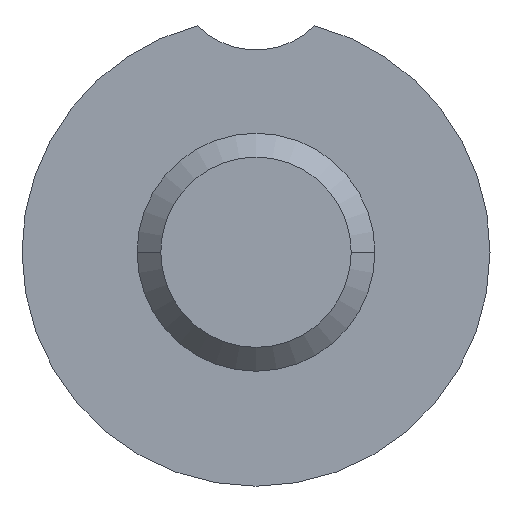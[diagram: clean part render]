
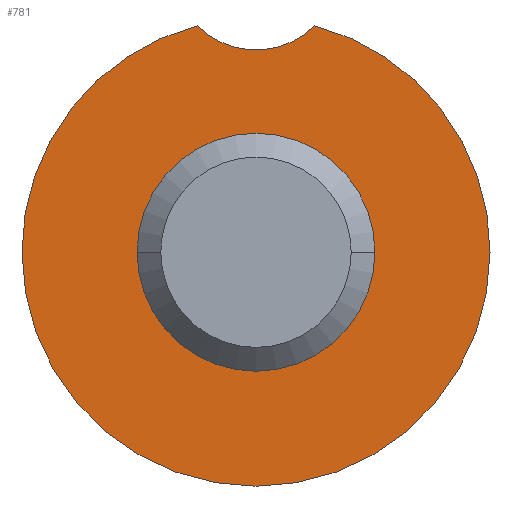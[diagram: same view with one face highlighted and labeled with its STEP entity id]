
A CAD part, front view. The second image highlights one B-rep face of the part: STEP entity #781.
In plain terms, the highlighted planar face has unit normal (0, -1, 0).
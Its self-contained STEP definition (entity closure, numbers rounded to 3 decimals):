
#8 = VERTEX_POINT ( 'NONE', #255 ) ;
#30 = DIRECTION ( 'NONE',  ( 1., 0., 0. ) ) ;
#33 = AXIS2_PLACEMENT_3D ( 'NONE', #1575, #2442, #1540 ) ;
#227 = CIRCLE ( 'NONE', #33, 2.95 ) ;
#231 = CIRCLE ( 'NONE', #279, 1.05 ) ;
#247 = CARTESIAN_POINT ( 'NONE',  ( -0.74, 20., 2.856 ) ) ;
#255 = CARTESIAN_POINT ( 'NONE',  ( 0.74, 20., 2.856 ) ) ;
#278 = DIRECTION ( 'NONE',  ( 1., 0., 0. ) ) ;
#279 = AXIS2_PLACEMENT_3D ( 'NONE', #2002, #2678, #546 ) ;
#322 = AXIS2_PLACEMENT_3D ( 'NONE', #2312, #1899, #1408 ) ;
#415 = AXIS2_PLACEMENT_3D ( 'NONE', #2261, #2756, #278 ) ;
#426 = VERTEX_POINT ( 'NONE', #481 ) ;
#481 = CARTESIAN_POINT ( 'NONE',  ( 1.5, 20., 0. ) ) ;
#546 = DIRECTION ( 'NONE',  ( 1., 0., 0. ) ) ;
#554 = CIRCLE ( 'NONE', #2221, 1.5 ) ;
#657 = CIRCLE ( 'NONE', #2839, 2.95 ) ;
#764 = CARTESIAN_POINT ( 'NONE',  ( 2.95, 20., 0. ) ) ;
#781 = ADVANCED_FACE ( 'Defeature ausgef�hrt3_4', ( #1389, #1844 ), #2486, .F. ) ;
#918 = ORIENTED_EDGE ( 'NONE', *, *, #1699, .T. ) ;
#1310 = CARTESIAN_POINT ( 'NONE',  ( 0., 20., 0. ) ) ;
#1389 = FACE_OUTER_BOUND ( 'NONE', #2120, .T. ) ;
#1408 = DIRECTION ( 'NONE',  ( 1., 0., 0. ) ) ;
#1464 = DIRECTION ( 'NONE',  ( 0., 1., 0. ) ) ;
#1507 = EDGE_CURVE ( 'Defeature ausgef�hrt3_5+Defeature ausgef�hrt3_4+Defeature ausgef�hrt3_10+Defeature ausgef�hrt3_10', #2440, #2524, #227, .T. ) ;
#1540 = DIRECTION ( 'NONE',  ( 1., 0., 0. ) ) ;
#1552 = EDGE_CURVE ( 'Defeature ausgef�hrt3_5+Defeature ausgef�hrt3_4+Defeature ausgef�hrt3_10+Defeature ausgef�hrt3_10', #2524, #2885, #1702, .T. ) ;
#1575 = CARTESIAN_POINT ( 'NONE',  ( 0., 20., 0. ) ) ;
#1633 = EDGE_CURVE ( 'Defeature ausgef�hrt3_4+Defeature ausgef�hrt3_0+Defeature ausgef�hrt3_0+Defeature ausgef�hrt3_0', #2254, #426, #554, .T. ) ;
#1651 = CARTESIAN_POINT ( 'NONE',  ( -2.95, 20., 0. ) ) ;
#1674 = ORIENTED_EDGE ( 'NONE', *, *, #1811, .F. ) ;
#1699 = EDGE_CURVE ( 'Defeature ausgef�hrt3_4+Defeature ausgef�hrt3_0+Defeature ausgef�hrt3_0+Defeature ausgef�hrt3_0', #426, #2254, #2887, .T. ) ;
#1702 = CIRCLE ( 'NONE', #2700, 2.95 ) ;
#1811 = EDGE_CURVE ( 'Defeature ausgef�hrt3_5+Defeature ausgef�hrt3_4+Defeature ausgef�hrt3_10+Defeature ausgef�hrt3_10', #8, #2440, #657, .T. ) ;
#1840 = DIRECTION ( 'NONE',  ( 0., 1., 0. ) ) ;
#1844 = FACE_BOUND ( 'NONE', #2947, .T. ) ;
#1858 = CARTESIAN_POINT ( 'NONE',  ( 0., 20., 0. ) ) ;
#1899 = DIRECTION ( 'NONE',  ( 0., 1., 0. ) ) ;
#1904 = EDGE_CURVE ( 'Defeature ausgef�hrt3_10+Defeature ausgef�hrt3_4+Defeature ausgef�hrt3_5+Defeature ausgef�hrt3_5', #2885, #8, #231, .T. ) ;
#1988 = DIRECTION ( 'NONE',  ( 0., 1., 0. ) ) ;
#2002 = CARTESIAN_POINT ( 'NONE',  ( 0., 20., 3.6 ) ) ;
#2018 = ORIENTED_EDGE ( 'NONE', *, *, #1507, .F. ) ;
#2120 = EDGE_LOOP ( 'NONE', ( #1674, #2688, #2511, #2018 ) ) ;
#2145 = DIRECTION ( 'NONE',  ( 1., 0., 0. ) ) ;
#2221 = AXIS2_PLACEMENT_3D ( 'NONE', #1858, #1840, #30 ) ;
#2242 = CARTESIAN_POINT ( 'NONE',  ( 0., 20., 0. ) ) ;
#2254 = VERTEX_POINT ( 'NONE', #2663 ) ;
#2261 = CARTESIAN_POINT ( 'NONE',  ( -1.5, 20., 0. ) ) ;
#2312 = CARTESIAN_POINT ( 'NONE',  ( 0., 20., 0. ) ) ;
#2440 = VERTEX_POINT ( 'NONE', #764 ) ;
#2442 = DIRECTION ( 'NONE',  ( 0., 1., 0. ) ) ;
#2486 = PLANE ( 'NONE',  #415 ) ;
#2511 = ORIENTED_EDGE ( 'NONE', *, *, #1552, .F. ) ;
#2524 = VERTEX_POINT ( 'NONE', #1651 ) ;
#2663 = CARTESIAN_POINT ( 'NONE',  ( -1.5, 20., 0. ) ) ;
#2678 = DIRECTION ( 'NONE',  ( 0., -1., 0. ) ) ;
#2688 = ORIENTED_EDGE ( 'NONE', *, *, #1904, .F. ) ;
#2700 = AXIS2_PLACEMENT_3D ( 'NONE', #2242, #1988, #2892 ) ;
#2702 = ORIENTED_EDGE ( 'NONE', *, *, #1633, .T. ) ;
#2756 = DIRECTION ( 'NONE',  ( 0., 1., 0. ) ) ;
#2839 = AXIS2_PLACEMENT_3D ( 'NONE', #1310, #1464, #2145 ) ;
#2885 = VERTEX_POINT ( 'NONE', #247 ) ;
#2887 = CIRCLE ( 'NONE', #322, 1.5 ) ;
#2892 = DIRECTION ( 'NONE',  ( 1., 0., 0. ) ) ;
#2947 = EDGE_LOOP ( 'NONE', ( #918, #2702 ) ) ;
